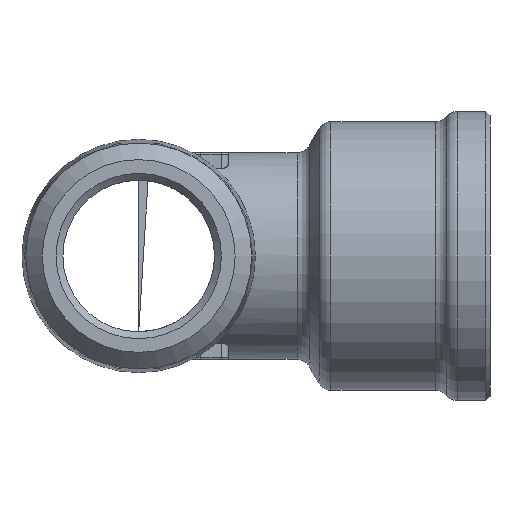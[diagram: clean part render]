
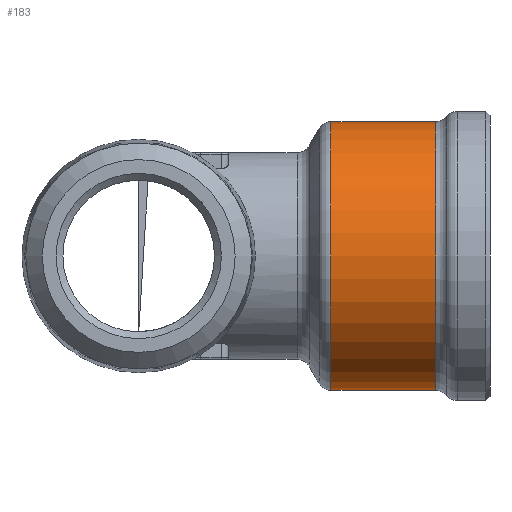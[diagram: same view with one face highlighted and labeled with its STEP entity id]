
A CAD part, left-side view. The second image highlights one B-rep face of the part: STEP entity #183.
In plain terms, the highlighted cylindrical face has radius 9.75 mm (diameter 19.5 mm), a full revolution.
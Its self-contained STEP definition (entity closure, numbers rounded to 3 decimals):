
#183 = ADVANCED_FACE( 'NONE', ( #430, #431 ), #432, .T. );
#430 = FACE_OUTER_BOUND( '', #1108, .T. );
#431 = FACE_OUTER_BOUND( '', #1109, .T. );
#432 = CYLINDRICAL_SURFACE( '', #1110, 9.75 );
#1108 = EDGE_LOOP( '', ( #1911 ) );
#1109 = EDGE_LOOP( '', ( #1912 ) );
#1110 = AXIS2_PLACEMENT_3D( '', #1913, #1914, #1915 );
#1911 = ORIENTED_EDGE( '', *, *, #2220, .F. );
#1912 = ORIENTED_EDGE( '', *, *, #2221, .T. );
#1913 = CARTESIAN_POINT( '', ( 0., 13.299, 0. ) );
#1914 = DIRECTION( '', ( 0., -1., 0. ) );
#1915 = DIRECTION( '', ( 0., 0., 1. ) );
#2220 = EDGE_CURVE( 'NONE', #2631, #2631, #2632, .T. );
#2221 = EDGE_CURVE( 'NONE', #2633, #2633, #2634, .T. );
#2631 = VERTEX_POINT( '', #3523 );
#2632 = CIRCLE( '', #3524, 9.75 );
#2633 = VERTEX_POINT( '', #3525 );
#2634 = CIRCLE( '', #3526, 9.75 );
#3523 = CARTESIAN_POINT( '', ( 0., -13.954, 9.75 ) );
#3524 = AXIS2_PLACEMENT_3D( '', #3983, #3984, #3985 );
#3525 = CARTESIAN_POINT( '', ( -9.75, -21.549, 0. ) );
#3526 = AXIS2_PLACEMENT_3D( '', #3986, #3987, #3988 );
#3983 = CARTESIAN_POINT( '', ( 0., -13.954, 0. ) );
#3984 = DIRECTION( '', ( 0., 1., 0. ) );
#3985 = DIRECTION( '', ( 0., 0., 1. ) );
#3986 = CARTESIAN_POINT( '', ( 0., -21.549, 0. ) );
#3987 = DIRECTION( '', ( 0., 1., 0. ) );
#3988 = DIRECTION( '', ( -1., 0., 0. ) );
